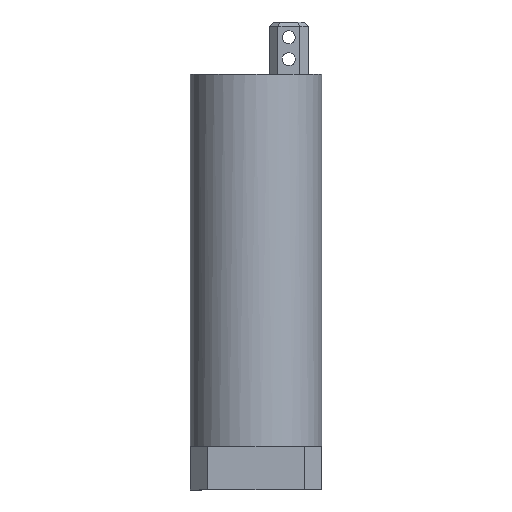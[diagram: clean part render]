
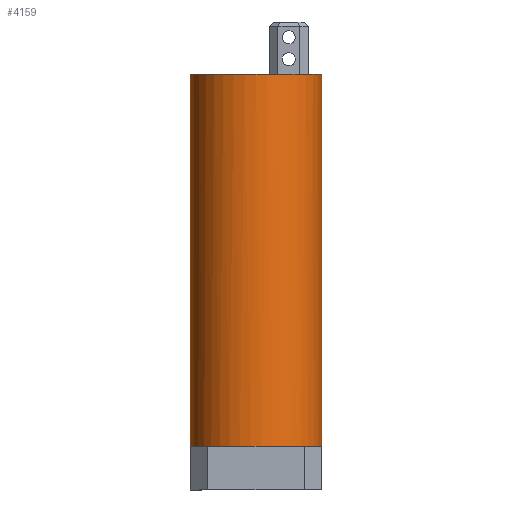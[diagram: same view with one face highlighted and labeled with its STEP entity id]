
A CAD part, front view. The second image highlights one B-rep face of the part: STEP entity #4159.
In plain terms, the highlighted cylindrical face has radius 15 mm (diameter 30 mm), a partial arc.
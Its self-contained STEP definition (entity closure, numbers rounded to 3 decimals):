
#76 = ORIENTED_EDGE ( 'NONE', *, *, #3248, .T. ) ;
#105 = CARTESIAN_POINT ( 'NONE',  ( 12.5, -95., -8.292 ) ) ;
#119 = DIRECTION ( 'NONE',  ( 0., 0., 1. ) ) ;
#212 = ORIENTED_EDGE ( 'NONE', *, *, #963, .F. ) ;
#287 = LINE ( 'NONE', #1184, #3871 ) ;
#315 = CARTESIAN_POINT ( 'NONE',  ( 0., 0., 0. ) ) ;
#399 = DIRECTION ( 'NONE',  ( 0., 0., 1. ) ) ;
#469 = VERTEX_POINT ( 'NONE', #1677 ) ;
#475 = FACE_OUTER_BOUND ( 'NONE', #5189, .T. ) ;
#590 = ORIENTED_EDGE ( 'NONE', *, *, #4900, .T. ) ;
#598 = CARTESIAN_POINT ( 'NONE',  ( 0., -85., 0. ) ) ;
#605 = VERTEX_POINT ( 'NONE', #2530 ) ;
#650 = VECTOR ( 'NONE', #3863, 1000. ) ;
#651 = CARTESIAN_POINT ( 'NONE',  ( 11., -90., -10.198 ) ) ;
#709 = ORIENTED_EDGE ( 'NONE', *, *, #1276, .T. ) ;
#857 = CIRCLE ( 'NONE', #2130, 15. ) ;
#963 = EDGE_CURVE ( 'NONE', #1923, #5194, #3763, .T. ) ;
#996 = CARTESIAN_POINT ( 'NONE',  ( 0., -95., 15. ) ) ;
#1016 = VERTEX_POINT ( 'NONE', #4915 ) ;
#1069 = ORIENTED_EDGE ( 'NONE', *, *, #4029, .T. ) ;
#1128 = EDGE_CURVE ( 'NONE', #1760, #1664, #2531, .T. ) ;
#1161 = CARTESIAN_POINT ( 'NONE',  ( 0., -95., -15. ) ) ;
#1184 = CARTESIAN_POINT ( 'NONE',  ( 11., -95., 10.198 ) ) ;
#1198 = DIRECTION ( 'NONE',  ( 0., -1., 0. ) ) ;
#1239 = ORIENTED_EDGE ( 'NONE', *, *, #2674, .T. ) ;
#1276 = EDGE_CURVE ( 'NONE', #5263, #1760, #5111, .T. ) ;
#1412 = DIRECTION ( 'NONE',  ( 0., 1., 0. ) ) ;
#1413 = CARTESIAN_POINT ( 'NONE',  ( 12.5, -90., -8.292 ) ) ;
#1451 = DIRECTION ( 'NONE',  ( 0., -1., 0. ) ) ;
#1534 = CARTESIAN_POINT ( 'NONE',  ( 0., -95., 0. ) ) ;
#1571 = DIRECTION ( 'NONE',  ( 0., 1., 0. ) ) ;
#1590 = CARTESIAN_POINT ( 'NONE',  ( 0., -95., 15. ) ) ;
#1626 = VECTOR ( 'NONE', #1571, 1000. ) ;
#1664 = VERTEX_POINT ( 'NONE', #105 ) ;
#1677 = CARTESIAN_POINT ( 'NONE',  ( 12.5, -95., 8.292 ) ) ;
#1715 = CARTESIAN_POINT ( 'NONE',  ( 0., -95., -15. ) ) ;
#1740 = DIRECTION ( 'NONE',  ( 0., 0., 1. ) ) ;
#1760 = VERTEX_POINT ( 'NONE', #1413 ) ;
#1770 = CARTESIAN_POINT ( 'NONE',  ( 0., -90., 0. ) ) ;
#1841 = CARTESIAN_POINT ( 'NONE',  ( 0., 0., 15. ) ) ;
#1903 = VECTOR ( 'NONE', #1451, 1000. ) ;
#1923 = VERTEX_POINT ( 'NONE', #996 ) ;
#2019 = CARTESIAN_POINT ( 'NONE',  ( 0., -90., 0. ) ) ;
#2067 = CARTESIAN_POINT ( 'NONE',  ( 11., -85., 10.198 ) ) ;
#2074 = AXIS2_PLACEMENT_3D ( 'NONE', #2019, #4545, #399 ) ;
#2079 = EDGE_CURVE ( 'NONE', #4740, #3361, #287, .T. ) ;
#2130 = AXIS2_PLACEMENT_3D ( 'NONE', #598, #1412, #119 ) ;
#2214 = DIRECTION ( 'NONE',  ( 0., 0., 1. ) ) ;
#2259 = CARTESIAN_POINT ( 'NONE',  ( 12.5, -90., 8.292 ) ) ;
#2283 = AXIS2_PLACEMENT_3D ( 'NONE', #3435, #4710, #2214 ) ;
#2446 = CARTESIAN_POINT ( 'NONE',  ( 12.5, -95., -8.292 ) ) ;
#2487 = CARTESIAN_POINT ( 'NONE',  ( 11., -90., 10.198 ) ) ;
#2514 = CIRCLE ( 'NONE', #2074, 15. ) ;
#2530 = CARTESIAN_POINT ( 'NONE',  ( 11., -85., -10.198 ) ) ;
#2531 = LINE ( 'NONE', #2446, #4353 ) ;
#2668 = EDGE_CURVE ( 'NONE', #1923, #469, #4715, .T. ) ;
#2674 = EDGE_CURVE ( 'NONE', #1016, #5194, #5309, .T. ) ;
#2693 = ORIENTED_EDGE ( 'NONE', *, *, #4938, .T. ) ;
#2803 = AXIS2_PLACEMENT_3D ( 'NONE', #1770, #5039, #1740 ) ;
#2875 = DIRECTION ( 'NONE',  ( 0., -1., 0. ) ) ;
#2924 = ORIENTED_EDGE ( 'NONE', *, *, #3032, .T. ) ;
#3032 = EDGE_CURVE ( 'NONE', #605, #5263, #4437, .T. ) ;
#3163 = DIRECTION ( 'NONE',  ( 0., 1., 0. ) ) ;
#3248 = EDGE_CURVE ( 'NONE', #3631, #4740, #2514, .T. ) ;
#3264 = CIRCLE ( 'NONE', #4568, 15. ) ;
#3312 = DIRECTION ( 'NONE',  ( 0., 1., 0. ) ) ;
#3361 = VERTEX_POINT ( 'NONE', #2067 ) ;
#3435 = CARTESIAN_POINT ( 'NONE',  ( 0., -95., 0. ) ) ;
#3463 = ORIENTED_EDGE ( 'NONE', *, *, #1128, .T. ) ;
#3527 = LINE ( 'NONE', #4708, #650 ) ;
#3631 = VERTEX_POINT ( 'NONE', #2259 ) ;
#3686 = DIRECTION ( 'NONE',  ( 0., 0., 1. ) ) ;
#3737 = VERTEX_POINT ( 'NONE', #1161 ) ;
#3763 = LINE ( 'NONE', #1590, #1626 ) ;
#3863 = DIRECTION ( 'NONE',  ( 0., 1., 0. ) ) ;
#3871 = VECTOR ( 'NONE', #4112, 1000. ) ;
#4029 = EDGE_CURVE ( 'NONE', #3737, #1016, #4657, .T. ) ;
#4103 = ORIENTED_EDGE ( 'NONE', *, *, #2668, .T. ) ;
#4112 = DIRECTION ( 'NONE',  ( 0., 1., 0. ) ) ;
#4125 = CARTESIAN_POINT ( 'NONE',  ( 0., -95., 0. ) ) ;
#4159 = ADVANCED_FACE ( 'NONE', ( #475 ), #4593, .T. ) ;
#4160 = AXIS2_PLACEMENT_3D ( 'NONE', #4125, #3312, #3686 ) ;
#4176 = DIRECTION ( 'NONE',  ( 0., 1., 0. ) ) ;
#4353 = VECTOR ( 'NONE', #2875, 1000. ) ;
#4402 = DIRECTION ( 'NONE',  ( 0., 0., 1. ) ) ;
#4437 = LINE ( 'NONE', #4678, #1903 ) ;
#4442 = AXIS2_PLACEMENT_3D ( 'NONE', #315, #1198, #4502 ) ;
#4462 = VECTOR ( 'NONE', #4176, 1000. ) ;
#4502 = DIRECTION ( 'NONE',  ( 0., 0., 1. ) ) ;
#4545 = DIRECTION ( 'NONE',  ( 0., -1., 0. ) ) ;
#4568 = AXIS2_PLACEMENT_3D ( 'NONE', #1534, #3163, #4402 ) ;
#4593 = CYLINDRICAL_SURFACE ( 'NONE', #2283, 15. ) ;
#4657 = LINE ( 'NONE', #1715, #4462 ) ;
#4678 = CARTESIAN_POINT ( 'NONE',  ( 11., -95., -10.198 ) ) ;
#4708 = CARTESIAN_POINT ( 'NONE',  ( 12.5, -95., 8.292 ) ) ;
#4710 = DIRECTION ( 'NONE',  ( 0., 1., 0. ) ) ;
#4715 = CIRCLE ( 'NONE', #4160, 15. ) ;
#4740 = VERTEX_POINT ( 'NONE', #2487 ) ;
#4836 = EDGE_CURVE ( 'NONE', #1664, #3737, #3264, .T. ) ;
#4900 = EDGE_CURVE ( 'NONE', #3361, #605, #857, .T. ) ;
#4915 = CARTESIAN_POINT ( 'NONE',  ( 0., 0., -15. ) ) ;
#4918 = ORIENTED_EDGE ( 'NONE', *, *, #4836, .T. ) ;
#4938 = EDGE_CURVE ( 'NONE', #469, #3631, #3527, .T. ) ;
#5039 = DIRECTION ( 'NONE',  ( 0., -1., 0. ) ) ;
#5111 = CIRCLE ( 'NONE', #2803, 15. ) ;
#5130 = ORIENTED_EDGE ( 'NONE', *, *, #2079, .T. ) ;
#5189 = EDGE_LOOP ( 'NONE', ( #4918, #1069, #1239, #212, #4103, #2693, #76, #5130, #590, #2924, #709, #3463 ) ) ;
#5194 = VERTEX_POINT ( 'NONE', #1841 ) ;
#5263 = VERTEX_POINT ( 'NONE', #651 ) ;
#5309 = CIRCLE ( 'NONE', #4442, 15. ) ;
